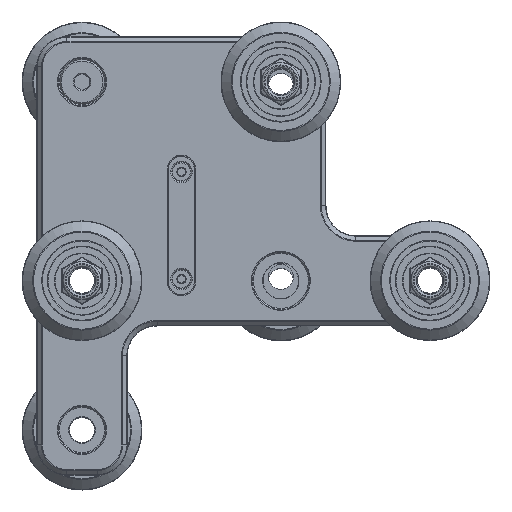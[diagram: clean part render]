
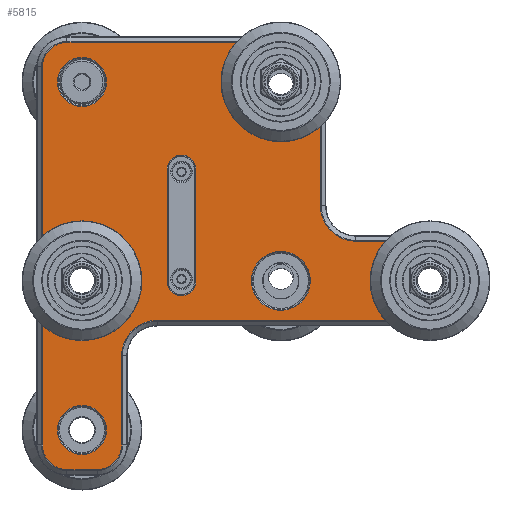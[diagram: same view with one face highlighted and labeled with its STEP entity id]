
A CAD part, top view. The second image highlights one B-rep face of the part: STEP entity #5815.
In plain terms, the highlighted planar face has unit normal (0, 0, 1).
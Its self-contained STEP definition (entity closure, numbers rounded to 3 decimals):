
#432=FACE_BOUND('',#1192,.T.);
#433=FACE_BOUND('',#1193,.T.);
#434=FACE_BOUND('',#1194,.T.);
#435=FACE_BOUND('',#1195,.T.);
#436=FACE_BOUND('',#1196,.T.);
#437=FACE_BOUND('',#1197,.T.);
#438=FACE_BOUND('',#1198,.T.);
#485=PLANE('',#6450);
#789=FACE_OUTER_BOUND('',#1191,.T.);
#1191=EDGE_LOOP('',(#4269,#4270,#4271,#4272,#4273,#4274,#4275,#4276,#4277,
#4278,#4279,#4280,#4281,#4282,#4283,#4284));
#1192=EDGE_LOOP('',(#4285,#4286,#4287,#4288));
#1193=EDGE_LOOP('',(#4289));
#1194=EDGE_LOOP('',(#4290));
#1195=EDGE_LOOP('',(#4291));
#1196=EDGE_LOOP('',(#4292));
#1197=EDGE_LOOP('',(#4293));
#1198=EDGE_LOOP('',(#4294));
#1577=LINE('',#9393,#1923);
#1580=LINE('',#9408,#1926);
#1582=LINE('',#9420,#1928);
#1584=LINE('',#9432,#1930);
#1586=LINE('',#9444,#1932);
#1588=LINE('',#9456,#1934);
#1590=LINE('',#9468,#1936);
#1592=LINE('',#9480,#1938);
#1606=LINE('',#9521,#1952);
#1607=LINE('',#9525,#1953);
#1923=VECTOR('',#7409,10.);
#1926=VECTOR('',#7426,10.);
#1928=VECTOR('',#7440,10.);
#1930=VECTOR('',#7454,10.);
#1932=VECTOR('',#7468,10.);
#1934=VECTOR('',#7482,10.);
#1936=VECTOR('',#7496,10.);
#1938=VECTOR('',#7510,10.);
#1952=VECTOR('',#7556,10.);
#1953=VECTOR('',#7559,10.);
#2304=CIRCLE('',#6396,7.104);
#2308=CIRCLE('',#6402,4.896);
#2312=CIRCLE('',#6408,4.896);
#2316=CIRCLE('',#6414,7.104);
#2320=CIRCLE('',#6420,4.896);
#2324=CIRCLE('',#6426,4.896);
#2328=CIRCLE('',#6432,4.896);
#2331=CIRCLE('',#6437,4.896);
#2336=CIRCLE('',#6451,2.85);
#2337=CIRCLE('',#6452,2.85);
#2338=CIRCLE('',#6453,5.883);
#2339=CIRCLE('',#6454,3.62);
#2340=CIRCLE('',#6455,2.65);
#2341=CIRCLE('',#6456,2.65);
#2342=CIRCLE('',#6457,4.883);
#2343=CIRCLE('',#6458,4.883);
#2708=VERTEX_POINT('',#9390);
#2709=VERTEX_POINT('',#9392);
#2711=VERTEX_POINT('',#9398);
#2713=VERTEX_POINT('',#9404);
#2715=VERTEX_POINT('',#9410);
#2717=VERTEX_POINT('',#9416);
#2719=VERTEX_POINT('',#9422);
#2721=VERTEX_POINT('',#9428);
#2723=VERTEX_POINT('',#9434);
#2725=VERTEX_POINT('',#9440);
#2727=VERTEX_POINT('',#9446);
#2729=VERTEX_POINT('',#9452);
#2731=VERTEX_POINT('',#9458);
#2733=VERTEX_POINT('',#9464);
#2735=VERTEX_POINT('',#9470);
#2737=VERTEX_POINT('',#9476);
#2748=VERTEX_POINT('',#9519);
#2749=VERTEX_POINT('',#9520);
#2750=VERTEX_POINT('',#9522);
#2751=VERTEX_POINT('',#9524);
#2752=VERTEX_POINT('',#9527);
#2753=VERTEX_POINT('',#9529);
#2754=VERTEX_POINT('',#9531);
#2755=VERTEX_POINT('',#9533);
#2756=VERTEX_POINT('',#9535);
#2757=VERTEX_POINT('',#9537);
#3250=EDGE_CURVE('',#2708,#2709,#1577,.T.);
#3255=EDGE_CURVE('',#2709,#2711,#2304,.T.);
#3258=EDGE_CURVE('',#2711,#2713,#1580,.T.);
#3261=EDGE_CURVE('',#2713,#2715,#2308,.T.);
#3264=EDGE_CURVE('',#2715,#2717,#1582,.T.);
#3267=EDGE_CURVE('',#2717,#2719,#2312,.T.);
#3270=EDGE_CURVE('',#2719,#2721,#1584,.T.);
#3273=EDGE_CURVE('',#2721,#2723,#2316,.T.);
#3276=EDGE_CURVE('',#2723,#2725,#1586,.T.);
#3279=EDGE_CURVE('',#2725,#2727,#2320,.T.);
#3282=EDGE_CURVE('',#2727,#2729,#1588,.T.);
#3285=EDGE_CURVE('',#2729,#2731,#2324,.T.);
#3288=EDGE_CURVE('',#2731,#2733,#1590,.T.);
#3291=EDGE_CURVE('',#2733,#2735,#2328,.T.);
#3294=EDGE_CURVE('',#2735,#2737,#1592,.T.);
#3296=EDGE_CURVE('',#2737,#2708,#2331,.T.);
#3314=EDGE_CURVE('',#2748,#2749,#1606,.T.);
#3315=EDGE_CURVE('',#2750,#2748,#2336,.T.);
#3316=EDGE_CURVE('',#2751,#2750,#1607,.T.);
#3317=EDGE_CURVE('',#2749,#2751,#2337,.T.);
#3318=EDGE_CURVE('',#2752,#2752,#2338,.T.);
#3319=EDGE_CURVE('',#2753,#2753,#2339,.T.);
#3320=EDGE_CURVE('',#2754,#2754,#2340,.T.);
#3321=EDGE_CURVE('',#2755,#2755,#2341,.T.);
#3322=EDGE_CURVE('',#2756,#2756,#2342,.T.);
#3323=EDGE_CURVE('',#2757,#2757,#2343,.T.);
#4269=ORIENTED_EDGE('',*,*,#3250,.F.);
#4270=ORIENTED_EDGE('',*,*,#3296,.F.);
#4271=ORIENTED_EDGE('',*,*,#3294,.F.);
#4272=ORIENTED_EDGE('',*,*,#3291,.F.);
#4273=ORIENTED_EDGE('',*,*,#3288,.F.);
#4274=ORIENTED_EDGE('',*,*,#3285,.F.);
#4275=ORIENTED_EDGE('',*,*,#3282,.F.);
#4276=ORIENTED_EDGE('',*,*,#3279,.F.);
#4277=ORIENTED_EDGE('',*,*,#3276,.F.);
#4278=ORIENTED_EDGE('',*,*,#3273,.F.);
#4279=ORIENTED_EDGE('',*,*,#3270,.F.);
#4280=ORIENTED_EDGE('',*,*,#3267,.F.);
#4281=ORIENTED_EDGE('',*,*,#3264,.F.);
#4282=ORIENTED_EDGE('',*,*,#3261,.F.);
#4283=ORIENTED_EDGE('',*,*,#3258,.F.);
#4284=ORIENTED_EDGE('',*,*,#3255,.F.);
#4285=ORIENTED_EDGE('',*,*,#3314,.F.);
#4286=ORIENTED_EDGE('',*,*,#3315,.F.);
#4287=ORIENTED_EDGE('',*,*,#3316,.F.);
#4288=ORIENTED_EDGE('',*,*,#3317,.F.);
#4289=ORIENTED_EDGE('',*,*,#3318,.F.);
#4290=ORIENTED_EDGE('',*,*,#3319,.T.);
#4291=ORIENTED_EDGE('',*,*,#3320,.T.);
#4292=ORIENTED_EDGE('',*,*,#3321,.T.);
#4293=ORIENTED_EDGE('',*,*,#3322,.F.);
#4294=ORIENTED_EDGE('',*,*,#3323,.F.);
#5815=ADVANCED_FACE('',(#789,#432,#433,#434,#435,#436,#437,#438),#485,.T.);
#6396=AXIS2_PLACEMENT_3D('',#9402,#7419,#7420);
#6402=AXIS2_PLACEMENT_3D('',#9414,#7433,#7434);
#6408=AXIS2_PLACEMENT_3D('',#9426,#7447,#7448);
#6414=AXIS2_PLACEMENT_3D('',#9438,#7461,#7462);
#6420=AXIS2_PLACEMENT_3D('',#9450,#7475,#7476);
#6426=AXIS2_PLACEMENT_3D('',#9462,#7489,#7490);
#6432=AXIS2_PLACEMENT_3D('',#9474,#7503,#7504);
#6437=AXIS2_PLACEMENT_3D('',#9483,#7515,#7516);
#6450=AXIS2_PLACEMENT_3D('',#9518,#7554,#7555);
#6451=AXIS2_PLACEMENT_3D('',#9523,#7557,#7558);
#6452=AXIS2_PLACEMENT_3D('',#9526,#7560,#7561);
#6453=AXIS2_PLACEMENT_3D('',#9528,#7562,#7563);
#6454=AXIS2_PLACEMENT_3D('',#9530,#7564,#7565);
#6455=AXIS2_PLACEMENT_3D('',#9532,#7566,#7567);
#6456=AXIS2_PLACEMENT_3D('',#9534,#7568,#7569);
#6457=AXIS2_PLACEMENT_3D('',#9536,#7570,#7571);
#6458=AXIS2_PLACEMENT_3D('',#9538,#7572,#7573);
#7409=DIRECTION('',(0.,-1.,0.));
#7419=DIRECTION('center_axis',(0.,0.,1.));
#7420=DIRECTION('ref_axis',(-0.707,-0.707,0.));
#7426=DIRECTION('',(1.,0.,0.));
#7433=DIRECTION('center_axis',(0.,0.,-1.));
#7434=DIRECTION('ref_axis',(0.707,0.707,0.));
#7440=DIRECTION('',(0.,-1.,0.));
#7447=DIRECTION('center_axis',(0.,0.,-1.));
#7448=DIRECTION('ref_axis',(0.707,-0.707,0.));
#7454=DIRECTION('',(-1.,0.,0.));
#7461=DIRECTION('center_axis',(0.,0.,1.));
#7462=DIRECTION('ref_axis',(-0.707,0.707,0.));
#7468=DIRECTION('',(0.,-1.,0.));
#7475=DIRECTION('center_axis',(0.,0.,-1.));
#7476=DIRECTION('ref_axis',(0.707,-0.707,0.));
#7482=DIRECTION('',(-1.,0.,0.));
#7489=DIRECTION('center_axis',(0.,0.,-1.));
#7490=DIRECTION('ref_axis',(-0.707,-0.707,0.));
#7496=DIRECTION('',(0.,1.,0.));
#7503=DIRECTION('center_axis',(0.,0.,-1.));
#7504=DIRECTION('ref_axis',(-0.707,0.707,0.));
#7510=DIRECTION('',(1.,0.,0.));
#7515=DIRECTION('center_axis',(0.,0.,-1.));
#7516=DIRECTION('ref_axis',(0.707,0.707,0.));
#7554=DIRECTION('center_axis',(0.,0.,1.));
#7555=DIRECTION('ref_axis',(1.,0.,0.));
#7556=DIRECTION('',(0.,-1.,0.));
#7557=DIRECTION('center_axis',(0.,0.,1.));
#7558=DIRECTION('ref_axis',(0.,1.,0.));
#7559=DIRECTION('',(0.,1.,0.));
#7560=DIRECTION('center_axis',(0.,0.,1.));
#7561=DIRECTION('ref_axis',(0.,-1.,0.));
#7562=DIRECTION('center_axis',(0.,0.,1.));
#7563=DIRECTION('ref_axis',(1.,0.,0.));
#7564=DIRECTION('center_axis',(0.,0.,-1.));
#7565=DIRECTION('ref_axis',(1.,0.,0.));
#7566=DIRECTION('center_axis',(0.,0.,-1.));
#7567=DIRECTION('ref_axis',(1.,0.,0.));
#7568=DIRECTION('center_axis',(0.,0.,-1.));
#7569=DIRECTION('ref_axis',(1.,0.,0.));
#7570=DIRECTION('center_axis',(0.,0.,1.));
#7571=DIRECTION('ref_axis',(1.,0.,0.));
#7572=DIRECTION('center_axis',(0.,0.,1.));
#7573=DIRECTION('ref_axis',(1.,0.,0.));
#9390=CARTESIAN_POINT('',(27.746,22.85,8.));
#9392=CARTESIAN_POINT('',(27.746,-4.85,8.));
#9393=CARTESIAN_POINT('',(27.746,-13.878,8.));
#9398=CARTESIAN_POINT('',(34.85,-11.954,8.));
#9402=CARTESIAN_POINT('Origin',(34.85,-4.85,8.));
#9404=CARTESIAN_POINT('',(52.625,-11.954,8.));
#9408=CARTESIAN_POINT('',(25.822,-11.954,8.));
#9410=CARTESIAN_POINT('',(57.521,-16.85,8.));
#9414=CARTESIAN_POINT('Origin',(52.625,-16.85,8.));
#9416=CARTESIAN_POINT('',(57.521,-22.85,8.));
#9420=CARTESIAN_POINT('',(57.521,-18.378,8.));
#9422=CARTESIAN_POINT('',(52.625,-27.746,8.));
#9426=CARTESIAN_POINT('Origin',(52.625,-22.85,8.));
#9428=CARTESIAN_POINT('',(-4.85,-27.746,8.));
#9432=CARTESIAN_POINT('',(8.453,-27.746,8.));
#9434=CARTESIAN_POINT('',(-11.954,-34.85,8.));
#9438=CARTESIAN_POINT('Origin',(-4.85,-34.85,8.));
#9440=CARTESIAN_POINT('',(-11.954,-52.625,8.));
#9444=CARTESIAN_POINT('',(-11.954,-25.822,8.));
#9446=CARTESIAN_POINT('',(-16.85,-57.521,8.));
#9450=CARTESIAN_POINT('Origin',(-16.85,-52.625,8.));
#9452=CARTESIAN_POINT('',(-22.85,-57.521,8.));
#9456=CARTESIAN_POINT('',(3.953,-57.521,8.));
#9458=CARTESIAN_POINT('',(-27.746,-52.625,8.));
#9462=CARTESIAN_POINT('Origin',(-22.85,-52.625,8.));
#9464=CARTESIAN_POINT('',(-27.746,22.85,8.));
#9468=CARTESIAN_POINT('',(-27.746,-3.953,8.));
#9470=CARTESIAN_POINT('',(-22.85,27.746,8.));
#9474=CARTESIAN_POINT('Origin',(-22.85,22.85,8.));
#9476=CARTESIAN_POINT('',(22.85,27.746,8.));
#9480=CARTESIAN_POINT('',(18.378,27.746,8.));
#9483=CARTESIAN_POINT('Origin',(22.85,22.85,8.));
#9518=CARTESIAN_POINT('Origin',(14.888,-14.888,8.));
#9519=CARTESIAN_POINT('',(-2.85,2.4,8.));
#9520=CARTESIAN_POINT('',(-2.85,-20.,8.));
#9521=CARTESIAN_POINT('',(-2.85,-18.694,8.));
#9522=CARTESIAN_POINT('',(2.85,2.4,8.));
#9523=CARTESIAN_POINT('Origin',(0.,2.4,8.));
#9524=CARTESIAN_POINT('',(2.85,-20.,8.));
#9525=CARTESIAN_POINT('',(2.85,-4.994,8.));
#9526=CARTESIAN_POINT('Origin',(0.,-20.,8.));
#9527=CARTESIAN_POINT('',(13.967,-19.85,8.));
#9528=CARTESIAN_POINT('Origin',(19.85,-19.85,8.));
#9529=CARTESIAN_POINT('',(16.23,19.85,8.));
#9530=CARTESIAN_POINT('Origin',(19.85,19.85,8.));
#9531=CARTESIAN_POINT('',(-22.5,-19.85,8.));
#9532=CARTESIAN_POINT('Origin',(-19.85,-19.85,8.));
#9533=CARTESIAN_POINT('',(46.975,-19.85,8.));
#9534=CARTESIAN_POINT('Origin',(49.625,-19.85,8.));
#9535=CARTESIAN_POINT('',(-24.733,19.85,8.));
#9536=CARTESIAN_POINT('Origin',(-19.85,19.85,8.));
#9537=CARTESIAN_POINT('',(-24.733,-49.625,8.));
#9538=CARTESIAN_POINT('Origin',(-19.85,-49.625,8.));
